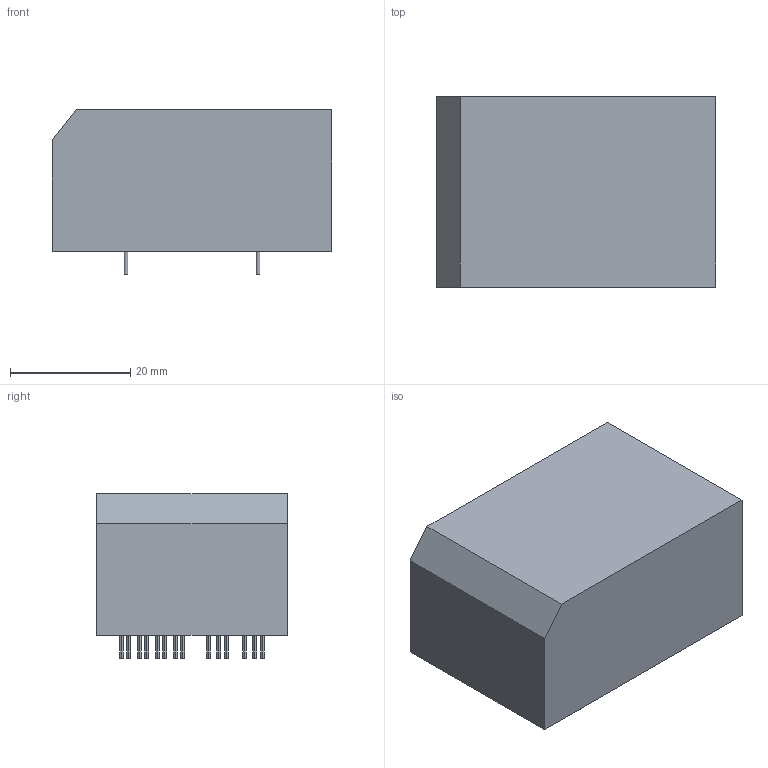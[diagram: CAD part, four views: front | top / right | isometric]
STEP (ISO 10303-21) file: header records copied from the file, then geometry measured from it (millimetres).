
FILE_DESCRIPTION(('CATIA V5 STEP Exchange','CAx-IF Rec.Pracs.--- Model Styling and Organization---1.4--- 2014-01-23'),'2;1');
FILE_NAME('BPM1234SJ.stp','2019-07-31T12:56:05+00:00',('none'),('none'),'CATIA Version 5-6 Release 2017','CATIA V5 STEP AP214 Edition 3','none');
FILE_SCHEMA(('AUTOMOTIVE_DESIGN { 1 0 10303 214 3 1 1 1 }'));
Length unit declared in the file: millimetre
Products named in the file (1): BPM1234SJ
Bounding box: 46.5 x 31.7 x 27.4 mm (x, y, z)
Volume: 34487.7 mm3; surface area: 6652.8 mm2
Topology: 15 solids, 15 shells, 63 faces, 99 edges, 66 vertices
Faces by surface type: plane 35, cylinder 28
Entity records: 1200 total; most frequent: ORIENTED_EDGE 198, CARTESIAN_POINT 189, DIRECTION 145, EDGE_CURVE 99, AXIS2_PLACEMENT_3D 80, VERTEX_POINT 66, ADVANCED_FACE 63, EDGE_LOOP 63
